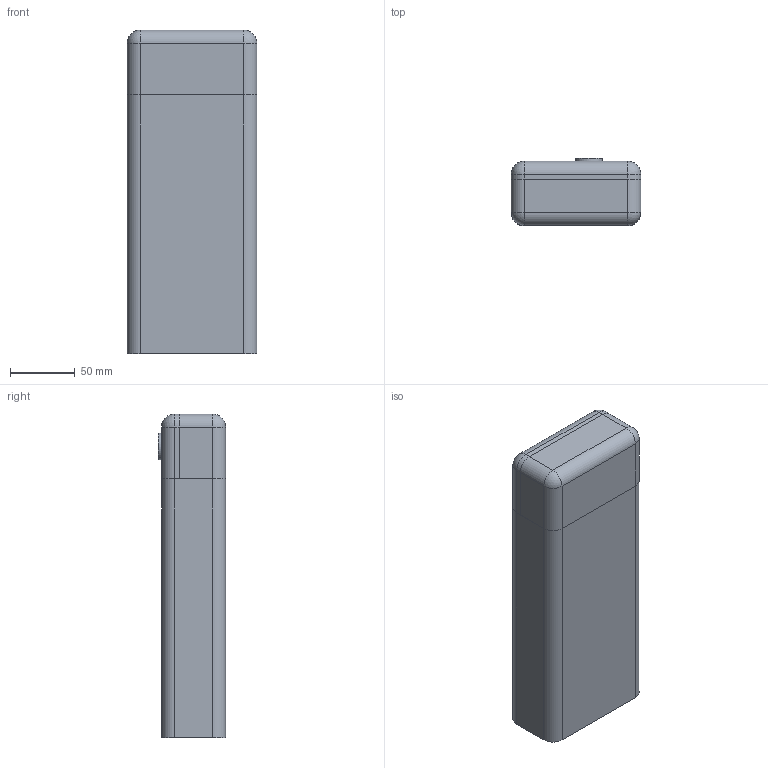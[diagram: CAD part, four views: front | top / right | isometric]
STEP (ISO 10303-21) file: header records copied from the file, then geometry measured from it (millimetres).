
FILE_DESCRIPTION(/* description */ (''),/* implementation_level */ '2;1');
FILE_NAME(/* name */ 'Body Frame .step',/* time_stamp */ '2021-06-27T17:04:17+08:00',/* author */ (''),/* organization */ (''),/* preprocessor_version */ 'ST-DEVELOPER v18.1',/* originating_system */ 'Autodesk Translation Framework v10.9.0.1377',/* authorisation */ '');
FILE_SCHEMA (('AUTOMOTIVE_DESIGN { 1 0 10303 214 3 1 1 }'));
Length unit declared in the file: millimetre
Products named in the file (16): Detailed Model; Servo Motor MG996R  With Attachments; servoMotorMG996R; servoMotorMG996R (1); servoMotorMG996R (2); servoMotorMG996R (3); servoMotorMG996R (4); servoMotorMG996R (5); servoMotorMG996R (6); servoMotorMG996R (7); attachmentCircular; attachmentCircular (1); Top Motor Casing; Exterior Height Adjustment Bar; Interior Height Adjustment Bar; Electronics Housing
Assembly tree (15 placements, depth 3):
  Detailed Model
    Servo Motor MG996R  With Attachments
      servoMotorMG996R
      servoMotorMG996R (1)
      servoMotorMG996R (2)
      servoMotorMG996R (3)
      servoMotorMG996R (4)
      servoMotorMG996R (5)
      servoMotorMG996R (6)
      servoMotorMG996R (7)
      attachmentCircular
      attachmentCircular (1)
    Top Motor Casing
    Exterior Height Adjustment Bar
    Interior Height Adjustment Bar
    Electronics Housing
Bounding box: 100 x 51.9 x 250 mm (x, y, z)
Volume: 766904 mm3; surface area: 270262.1 mm2
Topology: 14 solids, 14 shells, 646 faces, 1991 edges, 1422 vertices
Faces by surface type: plane 386, cylinder 242, sphere 10, cone 6, bspline 2
Full cylindrical faces by diameter (mm): 1.5 x12, 1.6 x3, 2 x8, 2.4 x1, 3 x1, 5.5 x1, 6 x9, 6.2 x4, 6.5 x1, 8.75 x1, 8.8 x1, 10.75 x1, 12.3 x1, 13.1 x1, 14.7 x1, 20.7 x1
Entity records: 28699 total; most frequent: CARTESIAN_POINT 9565, ORIENTED_EDGE 3974, DIRECTION 3617, EDGE_CURVE 1987, VERTEX_POINT 1422, LINE 1261, VECTOR 1261, AXIS2_PLACEMENT_3D 1178
